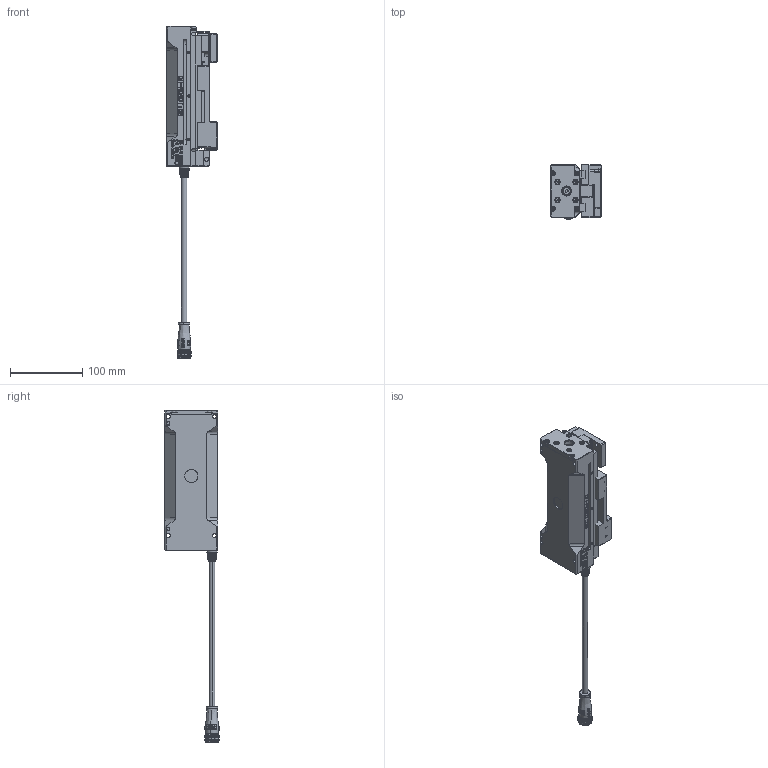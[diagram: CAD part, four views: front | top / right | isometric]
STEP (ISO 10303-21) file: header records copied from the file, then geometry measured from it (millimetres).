
FILE_DESCRIPTION (( 'STEP AP203' ), '1' );
FILE_NAME ('PGHL400-80祥漪忒硌.STEP', '2023-02-11T02:46:32', ( '' ), ( '' ), 'SwSTEP 2.0', 'SolidWorks 2020', '' );
FILE_SCHEMA (( 'CONFIG_CONTROL_DESIGN' ));
Length unit declared in the file: millimetre
Products named in the file (4): PGHL400-80祥漪忒硌; PGHL-400_賑輸1; PGHL-400_翋极; PGHL-400_賑輸2
Assembly tree (3 placements, depth 2):
  PGHL400-80祥漪忒硌
    PGHL-400_翋极
    PGHL-400_賑輸2
    PGHL-400_賑輸1
Bounding box: 70 x 74.96 x 459.8 mm (x, y, z)
Volume: 727155.3 mm3; surface area: 131465.1 mm2
Topology: 4 solids, 111 shells, 4192 faces, 10386 edges, 6548 vertices
Faces by surface type: plane 2121, cylinder 876, bspline 738, cone 358, torus 97, sphere 2
Entity records: 147503 total; most frequent: CARTESIAN_POINT 52286, ORIENTED_EDGE 20404, DIRECTION 17975, EDGE_CURVE 10202, VERTEX_POINT 6548, AXIS2_PLACEMENT_3D 6158, LINE 5659, VECTOR 5659
